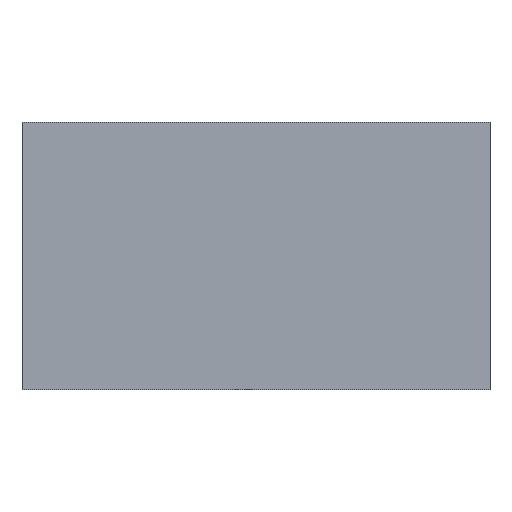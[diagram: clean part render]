
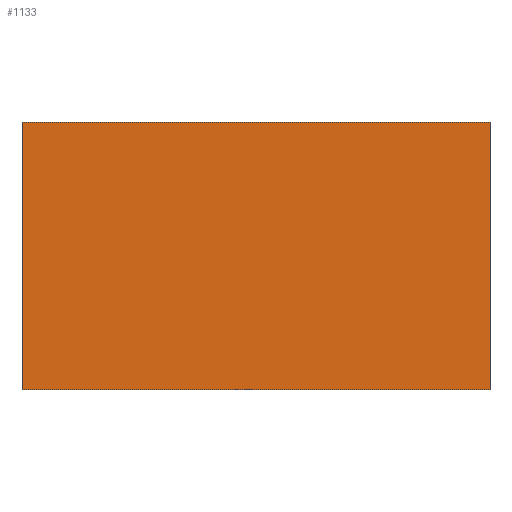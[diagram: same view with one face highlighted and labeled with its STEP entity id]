
A CAD part, front view. The second image highlights one B-rep face of the part: STEP entity #1133.
In plain terms, the highlighted planar face has unit normal (0, -1, 0).
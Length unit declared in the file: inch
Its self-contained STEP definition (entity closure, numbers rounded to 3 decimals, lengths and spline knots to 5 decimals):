
#12 = FACE_OUTER_BOUND ( 'NONE', #684, .T. ) ;
#67 = VERTEX_POINT ( 'NONE', #742 ) ;
#164 = EDGE_CURVE ( 'NONE', #837, #507, #262, .T. ) ;
#191 = CARTESIAN_POINT ( 'NONE',  ( 23.81402, -34.9015, -1.27243 ) ) ;
#257 = CARTESIAN_POINT ( 'NONE',  ( 23.81402, -34.9015, -1.51243 ) ) ;
#262 = LINE ( 'NONE', #464, #451 ) ;
#319 = DIRECTION ( 'NONE',  ( 1., 0., 0. ) ) ;
#375 = ORIENTED_EDGE ( 'NONE', *, *, #625, .F. ) ;
#406 = VECTOR ( 'NONE', #702, 39.37008 ) ;
#413 = EDGE_CURVE ( 'NONE', #837, #67, #1117, .T. ) ;
#451 = VECTOR ( 'NONE', #995, 39.37008 ) ;
#464 = CARTESIAN_POINT ( 'NONE',  ( 23.81402, -34.9015, -1.51243 ) ) ;
#494 = EDGE_CURVE ( 'NONE', #507, #550, #1152, .T. ) ;
#495 = CARTESIAN_POINT ( 'NONE',  ( 25.98402, -34.9015, -1.51243 ) ) ;
#507 = VERTEX_POINT ( 'NONE', #1056 ) ;
#550 = VERTEX_POINT ( 'NONE', #1157 ) ;
#603 = VECTOR ( 'NONE', #319, 39.37008 ) ;
#608 = DIRECTION ( 'NONE',  ( 1., 0., 0. ) ) ;
#625 = EDGE_CURVE ( 'NONE', #67, #550, #929, .T. ) ;
#662 = CARTESIAN_POINT ( 'NONE',  ( 23.81402, -34.9015, -1.27243 ) ) ;
#684 = EDGE_LOOP ( 'NONE', ( #1280, #375, #1045, #1148 ) ) ;
#702 = DIRECTION ( 'NONE',  ( 0., 0., -1. ) ) ;
#742 = CARTESIAN_POINT ( 'NONE',  ( 25.98402, -34.9015, -1.27243 ) ) ;
#809 = VECTOR ( 'NONE', #608, 39.37008 ) ;
#837 = VERTEX_POINT ( 'NONE', #662 ) ;
#846 = CARTESIAN_POINT ( 'NONE',  ( 23.81402, -34.9015, -2.51243 ) ) ;
#929 = LINE ( 'NONE', #495, #406 ) ;
#968 = AXIS2_PLACEMENT_3D ( 'NONE', #257, #1210, #1293 ) ;
#982 = PLANE ( 'NONE',  #968 ) ;
#995 = DIRECTION ( 'NONE',  ( 0., 0., -1. ) ) ;
#1045 = ORIENTED_EDGE ( 'NONE', *, *, #413, .F. ) ;
#1056 = CARTESIAN_POINT ( 'NONE',  ( 23.81402, -34.9015, -2.51243 ) ) ;
#1117 = LINE ( 'NONE', #191, #809 ) ;
#1133 = ADVANCED_FACE ( 'NONE', ( #12 ), #982, .F. ) ;
#1148 = ORIENTED_EDGE ( 'NONE', *, *, #164, .T. ) ;
#1152 = LINE ( 'NONE', #846, #603 ) ;
#1157 = CARTESIAN_POINT ( 'NONE',  ( 25.98402, -34.9015, -2.51243 ) ) ;
#1210 = DIRECTION ( 'NONE',  ( 0., 1., 0. ) ) ;
#1280 = ORIENTED_EDGE ( 'NONE', *, *, #494, .T. ) ;
#1293 = DIRECTION ( 'NONE',  ( 0., 0., 1. ) ) ;
